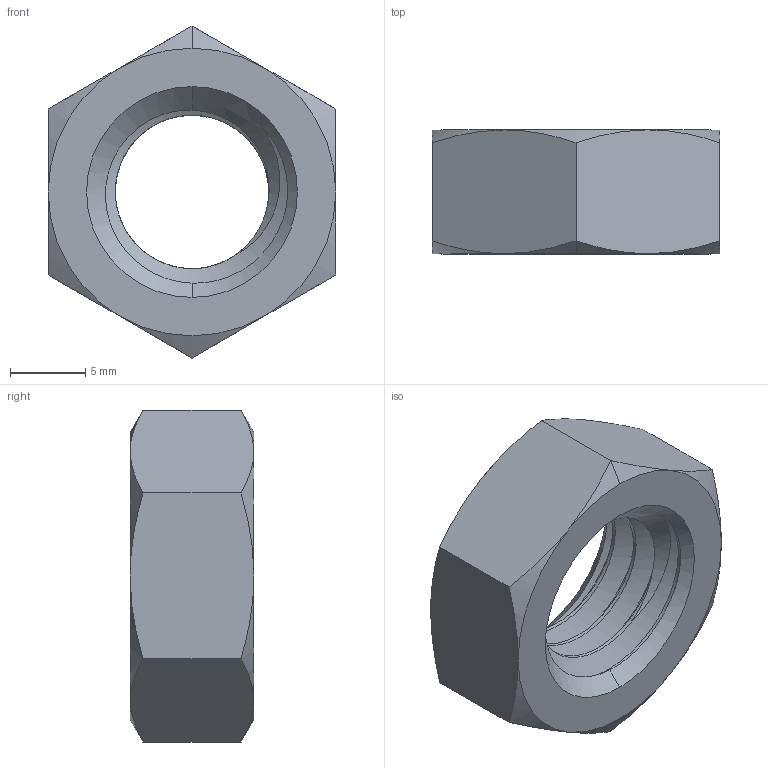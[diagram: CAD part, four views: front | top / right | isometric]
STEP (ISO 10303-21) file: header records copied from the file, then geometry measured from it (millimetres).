
FILE_DESCRIPTION (( 'STEP AP203' ), '1' );
FILE_NAME ('94846A209_Medium-Strength Steel Thin Hex Nut_94846A209_sldprt.STEP', '2023-01-20T01:38:08', ( '' ), ( '' ), 'SwSTEP 2.0', 'SolidWorks 2022', '' );
FILE_SCHEMA (( 'CONFIG_CONTROL_DESIGN' ));
Length unit declared in the file: inch
Products named in the file (1): 94846A209_Medium-Strength Steel Thin Hex Nut_94846A209_sldprt
Bounding box: 19.05 x 8.2 x 22 mm (x, y, z)
Volume: 1648.5 mm3; surface area: 1335.6 mm2
Topology: 1 solids, 1 shells, 37 faces, 91 edges, 56 vertices
Faces by surface type: cone 18, cylinder 8, plane 8, bspline 3
Entity records: 2379 total; most frequent: CARTESIAN_POINT 1542, ORIENTED_EDGE 182, DIRECTION 129, EDGE_CURVE 91, VERTEX_POINT 56, AXIS2_PLACEMENT_3D 55, EDGE_LOOP 39, FACE_OUTER_BOUND 37
